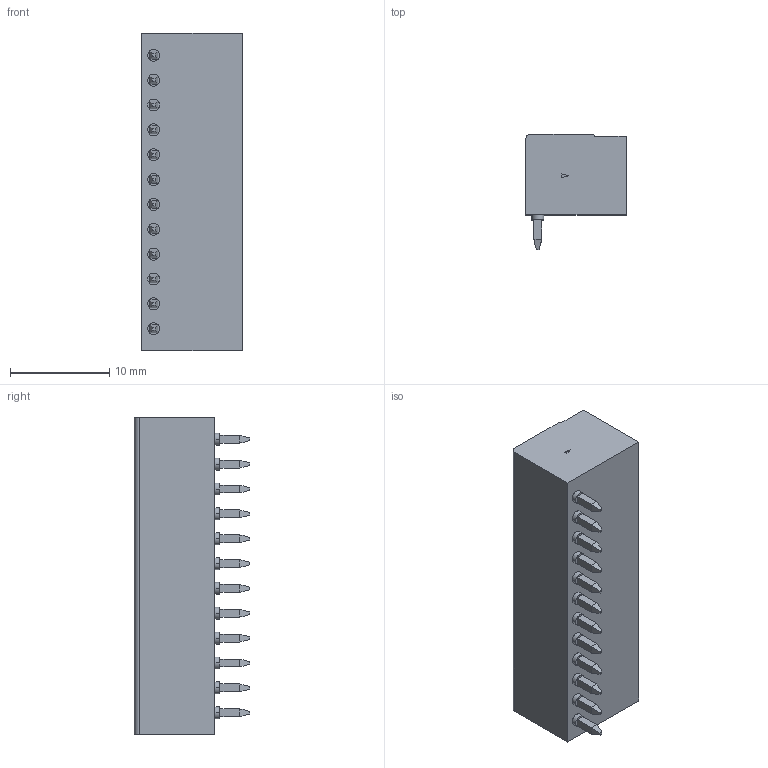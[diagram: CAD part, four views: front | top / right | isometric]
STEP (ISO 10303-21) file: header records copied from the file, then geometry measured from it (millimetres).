
FILE_DESCRIPTION(('STEP AP242'),'1');
FILE_NAME('1881545.stp','2024-02-10T19:10:50',('TraceParts'),('TraceParts S.A.'),'Spatial InterOp 3D',' ',' ');
FILE_SCHEMA(('AP242_MANAGED_MODEL_BASED_3D_ENGINEERING_MIM_LF {1 0 10303 442 1 1 4}'));
Length unit declared in the file: millimetre
Products named in the file (1): 1881545
Bounding box: 10.1 x 11.6 x 31.9 mm (x, y, z)
Volume: 1821.4 mm3; surface area: 2415.3 mm2
Topology: 1 solids, 1 shells, 613 faces, 1485 edges, 950 vertices
Faces by surface type: plane 516, cylinder 97
Entity records: 22505 total; most frequent: CARTESIAN_POINT 3049, ORIENTED_EDGE 2970, DIRECTION 2931, EDGE_CURVE 1485, LINE 1267, VECTOR 1267, VERTEX_POINT 950, AXIS2_PLACEMENT_3D 832
